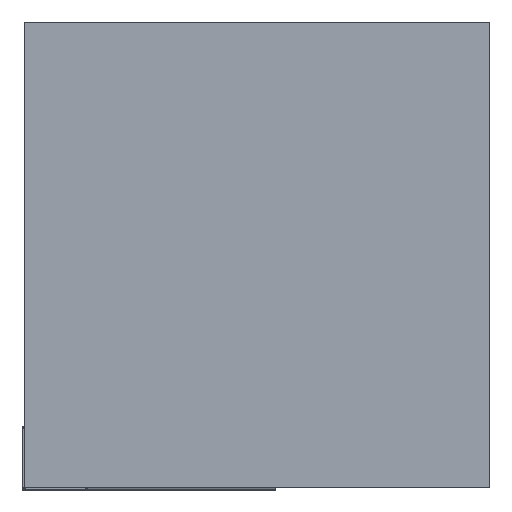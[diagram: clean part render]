
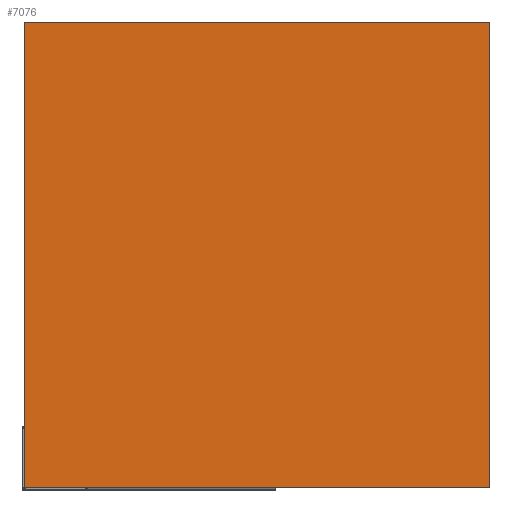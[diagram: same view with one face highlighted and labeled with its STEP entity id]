
A CAD part, top view. The second image highlights one B-rep face of the part: STEP entity #7076.
In plain terms, the highlighted planar face has unit normal (0, 0, 1).
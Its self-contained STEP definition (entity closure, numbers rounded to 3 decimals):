
#242=PLANE('',#7652);
#527=FACE_OUTER_BOUND('',#944,.T.);
#944=EDGE_LOOP('',(#5204,#5205,#5206,#5207));
#1443=LINE('',#10720,#2214);
#1447=LINE('',#10728,#2218);
#1450=LINE('',#10734,#2221);
#1453=LINE('',#10739,#2224);
#2214=VECTOR('',#8593,10.);
#2218=VECTOR('',#8599,10.);
#2221=VECTOR('',#8604,10.);
#2224=VECTOR('',#8609,10.);
#3217=VERTEX_POINT('',#10718);
#3218=VERTEX_POINT('',#10719);
#3221=VERTEX_POINT('',#10727);
#3223=VERTEX_POINT('',#10733);
#3943=EDGE_CURVE('',#3217,#3218,#1443,.T.);
#3947=EDGE_CURVE('',#3218,#3221,#1447,.T.);
#3950=EDGE_CURVE('',#3221,#3223,#1450,.T.);
#3953=EDGE_CURVE('',#3223,#3217,#1453,.T.);
#5204=ORIENTED_EDGE('',*,*,#3953,.T.);
#5205=ORIENTED_EDGE('',*,*,#3943,.T.);
#5206=ORIENTED_EDGE('',*,*,#3947,.T.);
#5207=ORIENTED_EDGE('',*,*,#3950,.T.);
#7076=ADVANCED_FACE('',(#527),#242,.T.);
#7652=AXIS2_PLACEMENT_3D('',#10741,#8611,#8612);
#8593=DIRECTION('',(1.,0.,0.));
#8599=DIRECTION('',(0.,1.,0.));
#8604=DIRECTION('',(-1.,0.,0.));
#8609=DIRECTION('',(0.,-1.,0.));
#8611=DIRECTION('center_axis',(0.,0.,1.));
#8612=DIRECTION('ref_axis',(1.,0.,0.));
#10718=CARTESIAN_POINT('',(1.588,1.588,76.2));
#10719=CARTESIAN_POINT('',(280.988,1.588,76.2));
#10720=CARTESIAN_POINT('',(1.588,1.588,76.2));
#10727=CARTESIAN_POINT('',(280.988,280.988,76.2));
#10728=CARTESIAN_POINT('',(280.988,1.588,76.2));
#10733=CARTESIAN_POINT('',(1.588,280.988,76.2));
#10734=CARTESIAN_POINT('',(280.988,280.988,76.2));
#10739=CARTESIAN_POINT('',(1.588,280.988,76.2));
#10741=CARTESIAN_POINT('Origin',(141.288,141.288,76.2));
